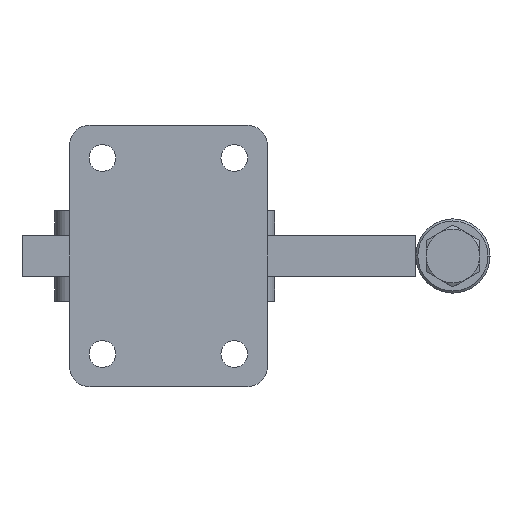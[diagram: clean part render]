
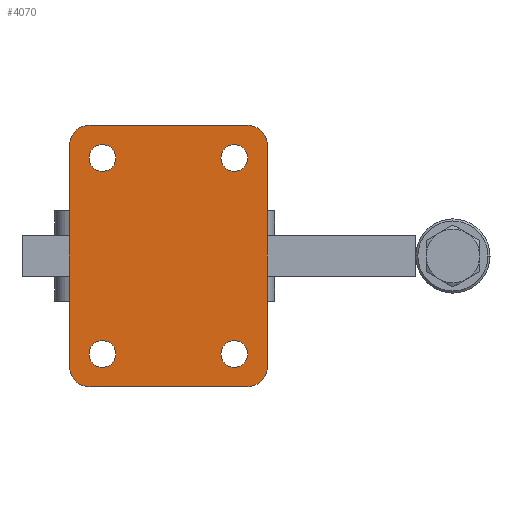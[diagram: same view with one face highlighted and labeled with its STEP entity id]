
A CAD part, front view. The second image highlights one B-rep face of the part: STEP entity #4070.
In plain terms, the highlighted planar face has unit normal (0, -1, 0).
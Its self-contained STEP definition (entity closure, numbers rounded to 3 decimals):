
#2500=CARTESIAN_POINT('',(14.196,-2.464,-16.));
#2501=VERTEX_POINT('',#2500);
#2517=CARTESIAN_POINT('',(14.196,-2.464,-9.5));
#2518=VERTEX_POINT('',#2517);
#2525=CARTESIAN_POINT('',(14.196,-2.464,-12.75));
#2526=DIRECTION('',(0.0,1.0,0.0));
#2527=DIRECTION('',(0.0,0.0,-1.0));
#2528=AXIS2_PLACEMENT_3D('',#2525,#2526,#2527);
#2529=CIRCLE('',#2528,3.25);
#2530=EDGE_CURVE('',#2501,#2518,#2529,.T.);
#2542=CARTESIAN_POINT('',(14.196,-2.464,31.5));
#2543=VERTEX_POINT('',#2542);
#2559=CARTESIAN_POINT('',(14.196,-2.464,38.));
#2560=VERTEX_POINT('',#2559);
#2567=CARTESIAN_POINT('',(14.196,-2.464,34.75));
#2568=DIRECTION('',(0.0,1.0,0.0));
#2569=DIRECTION('',(0.0,0.0,-1.0));
#2570=AXIS2_PLACEMENT_3D('',#2567,#2568,#2569);
#2571=CIRCLE('',#2570,3.25);
#2572=EDGE_CURVE('',#2543,#2560,#2571,.T.);
#2584=CARTESIAN_POINT('',(-17.804,-2.464,31.5));
#2585=VERTEX_POINT('',#2584);
#2601=CARTESIAN_POINT('',(-17.804,-2.464,38.));
#2602=VERTEX_POINT('',#2601);
#2609=CARTESIAN_POINT('',(-17.804,-2.464,34.75));
#2610=DIRECTION('',(0.0,1.0,0.0));
#2611=DIRECTION('',(0.0,0.0,-1.0));
#2612=AXIS2_PLACEMENT_3D('',#2609,#2610,#2611);
#2613=CIRCLE('',#2612,3.25);
#2614=EDGE_CURVE('',#2585,#2602,#2613,.T.);
#2626=CARTESIAN_POINT('',(-17.804,-2.464,-16.));
#2627=VERTEX_POINT('',#2626);
#2643=CARTESIAN_POINT('',(-17.804,-2.464,-9.5));
#2644=VERTEX_POINT('',#2643);
#2651=CARTESIAN_POINT('',(-17.804,-2.464,-12.75));
#2652=DIRECTION('',(0.0,1.0,0.0));
#2653=DIRECTION('',(0.0,0.0,-1.0));
#2654=AXIS2_PLACEMENT_3D('',#2651,#2652,#2653);
#2655=CIRCLE('',#2654,3.25);
#2656=EDGE_CURVE('',#2627,#2644,#2655,.T.);
#3777=CARTESIAN_POINT('',(-17.804,-2.464,-12.75));
#3778=DIRECTION('',(0.0,1.0,0.0));
#3779=DIRECTION('',(0.0,0.0,-1.0));
#3780=AXIS2_PLACEMENT_3D('',#3777,#3778,#3779);
#3781=CIRCLE('',#3780,3.25);
#3782=EDGE_CURVE('',#2644,#2627,#3781,.T.);
#3795=CARTESIAN_POINT('',(-17.804,-2.464,34.75));
#3796=DIRECTION('',(0.0,1.0,0.0));
#3797=DIRECTION('',(0.0,0.0,-1.0));
#3798=AXIS2_PLACEMENT_3D('',#3795,#3796,#3797);
#3799=CIRCLE('',#3798,3.25);
#3800=EDGE_CURVE('',#2602,#2585,#3799,.T.);
#3813=CARTESIAN_POINT('',(14.196,-2.464,34.75));
#3814=DIRECTION('',(0.0,1.0,0.0));
#3815=DIRECTION('',(0.0,0.0,-1.0));
#3816=AXIS2_PLACEMENT_3D('',#3813,#3814,#3815);
#3817=CIRCLE('',#3816,3.25);
#3818=EDGE_CURVE('',#2560,#2543,#3817,.T.);
#3831=CARTESIAN_POINT('',(14.196,-2.464,-12.75));
#3832=DIRECTION('',(0.0,1.0,0.0));
#3833=DIRECTION('',(0.0,0.0,-1.0));
#3834=AXIS2_PLACEMENT_3D('',#3831,#3832,#3833);
#3835=CIRCLE('',#3834,3.25);
#3836=EDGE_CURVE('',#2518,#2501,#3835,.T.);
#3849=CARTESIAN_POINT('',(22.196,-2.464,37.75));
#3850=VERTEX_POINT('',#3849);
#3857=CARTESIAN_POINT('',(22.196,-2.464,-15.75));
#3858=VERTEX_POINT('',#3857);
#3859=CARTESIAN_POINT('',(22.196,-2.464,37.75));
#3860=DIRECTION('',(0.0,0.0,-1.0));
#3861=VECTOR('',#3860,53.5);
#3862=LINE('',#3859,#3861);
#3863=EDGE_CURVE('',#3850,#3858,#3862,.T.);
#3880=CARTESIAN_POINT('',(17.196,-2.464,42.75));
#3881=VERTEX_POINT('',#3880);
#3888=CARTESIAN_POINT('',(17.196,-2.464,37.75));
#3889=DIRECTION('',(0.0,1.0,0.0));
#3890=DIRECTION('',(0.0,0.0,1.0));
#3891=AXIS2_PLACEMENT_3D('',#3888,#3889,#3890);
#3892=CIRCLE('',#3891,5.0);
#3893=EDGE_CURVE('',#3881,#3850,#3892,.T.);
#3905=CARTESIAN_POINT('',(-20.804,-2.464,42.75));
#3906=VERTEX_POINT('',#3905);
#3913=CARTESIAN_POINT('',(-20.804,-2.464,42.75));
#3914=DIRECTION('',(1.0,0.0,0.0));
#3915=VECTOR('',#3914,38.);
#3916=LINE('',#3913,#3915);
#3917=EDGE_CURVE('',#3906,#3881,#3916,.T.);
#3929=CARTESIAN_POINT('',(-25.804,-2.464,37.75));
#3930=VERTEX_POINT('',#3929);
#3937=CARTESIAN_POINT('',(-20.804,-2.464,37.75));
#3938=DIRECTION('',(0.0,1.0,0.0));
#3939=DIRECTION('',(-1.0,0.0,0.0));
#3940=AXIS2_PLACEMENT_3D('',#3937,#3938,#3939);
#3941=CIRCLE('',#3940,5.0);
#3942=EDGE_CURVE('',#3930,#3906,#3941,.T.);
#3954=CARTESIAN_POINT('',(-25.804,-2.464,-15.75));
#3955=VERTEX_POINT('',#3954);
#3962=CARTESIAN_POINT('',(-25.804,-2.464,-15.75));
#3963=DIRECTION('',(0.0,0.0,1.0));
#3964=VECTOR('',#3963,53.5);
#3965=LINE('',#3962,#3964);
#3966=EDGE_CURVE('',#3955,#3930,#3965,.T.);
#3978=CARTESIAN_POINT('',(-20.804,-2.464,-20.75));
#3979=VERTEX_POINT('',#3978);
#3986=CARTESIAN_POINT('',(-20.804,-2.464,-15.75));
#3987=DIRECTION('',(0.0,1.0,0.0));
#3988=DIRECTION('',(0.0,0.0,-1.0));
#3989=AXIS2_PLACEMENT_3D('',#3986,#3987,#3988);
#3990=CIRCLE('',#3989,5.0);
#3991=EDGE_CURVE('',#3979,#3955,#3990,.T.);
#4003=CARTESIAN_POINT('',(17.196,-2.464,-20.75));
#4004=VERTEX_POINT('',#4003);
#4011=CARTESIAN_POINT('',(17.196,-2.464,-20.75));
#4012=DIRECTION('',(-1.0,0.0,0.0));
#4013=VECTOR('',#4012,38.0);
#4014=LINE('',#4011,#4013);
#4015=EDGE_CURVE('',#4004,#3979,#4014,.T.);
#4028=CARTESIAN_POINT('',(17.196,-2.464,-15.75));
#4029=DIRECTION('',(0.0,1.0,0.0));
#4030=DIRECTION('',(1.0,0.0,0.0));
#4031=AXIS2_PLACEMENT_3D('',#4028,#4029,#4030);
#4032=CIRCLE('',#4031,5.0);
#4033=EDGE_CURVE('',#3858,#4004,#4032,.T.);
#4039=CARTESIAN_POINT('',(-1.804,-2.464,11.));
#4040=DIRECTION('',(0.0,1.0,0.0));
#4041=DIRECTION('',(0.0,0.0,1.0));
#4042=AXIS2_PLACEMENT_3D('',#4039,#4040,#4041);
#4043=PLANE('',#4042);
#4044=ORIENTED_EDGE('',*,*,#4033,.F.);
#4045=ORIENTED_EDGE('',*,*,#3863,.F.);
#4046=ORIENTED_EDGE('',*,*,#3893,.F.);
#4047=ORIENTED_EDGE('',*,*,#3917,.F.);
#4048=ORIENTED_EDGE('',*,*,#3942,.F.);
#4049=ORIENTED_EDGE('',*,*,#3966,.F.);
#4050=ORIENTED_EDGE('',*,*,#3991,.F.);
#4051=ORIENTED_EDGE('',*,*,#4015,.F.);
#4052=EDGE_LOOP('',(#4044,#4045,#4046,#4047,#4048,#4049,#4050,#4051));
#4053=FACE_OUTER_BOUND('',#4052,.T.);
#4054=ORIENTED_EDGE('',*,*,#3782,.T.);
#4055=ORIENTED_EDGE('',*,*,#2656,.T.);
#4056=EDGE_LOOP('',(#4054,#4055));
#4057=FACE_BOUND('',#4056,.T.);
#4058=ORIENTED_EDGE('',*,*,#3800,.T.);
#4059=ORIENTED_EDGE('',*,*,#2614,.T.);
#4060=EDGE_LOOP('',(#4058,#4059));
#4061=FACE_BOUND('',#4060,.T.);
#4062=ORIENTED_EDGE('',*,*,#3818,.T.);
#4063=ORIENTED_EDGE('',*,*,#2572,.T.);
#4064=EDGE_LOOP('',(#4062,#4063));
#4065=FACE_BOUND('',#4064,.T.);
#4066=ORIENTED_EDGE('',*,*,#3836,.T.);
#4067=ORIENTED_EDGE('',*,*,#2530,.T.);
#4068=EDGE_LOOP('',(#4066,#4067));
#4069=FACE_BOUND('',#4068,.T.);
#4070=ADVANCED_FACE('',(#4053,#4057,#4061,#4065,#4069),#4043,.F.);
